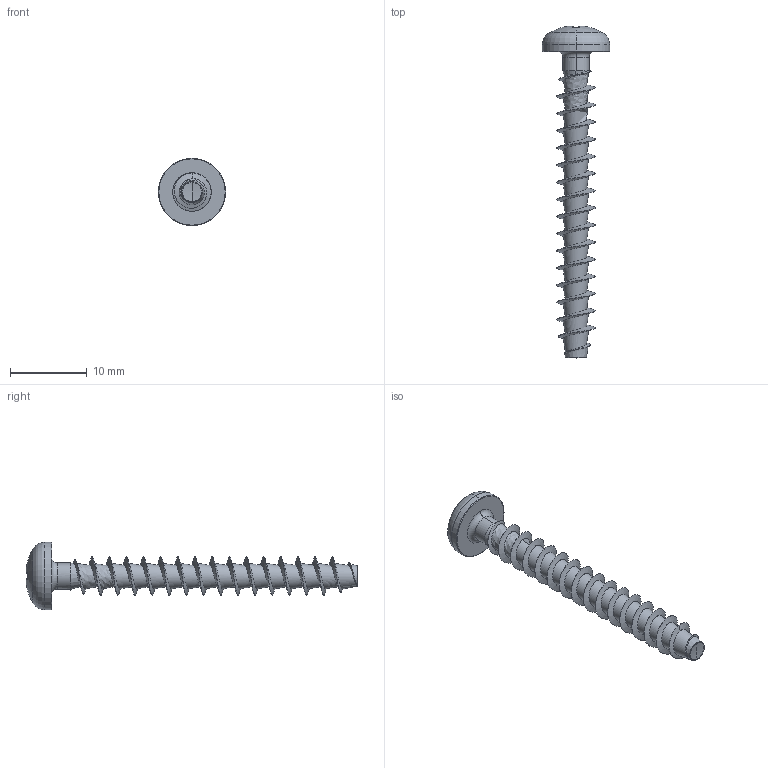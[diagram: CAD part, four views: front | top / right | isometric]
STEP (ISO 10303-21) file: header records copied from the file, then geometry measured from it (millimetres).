
FILE_DESCRIPTION (( 'STEP AP203' ), '1' );
FILE_NAME ('STP32A0500400.STEP', '2017-11-16T19:47:09', ( '' ), ( '' ), 'SwSTEP 2.0', 'SolidWorks 2015', '' );
FILE_SCHEMA (( 'CONFIG_CONTROL_DESIGN' ));
Length unit declared in the file: millimetre
Products named in the file (1): STP32A0500400
Bounding box: 8.8 x 43.35 x 8.8 mm (x, y, z)
Volume: 496.5 mm3; surface area: 906.9 mm2
Topology: 1 solids, 1 shells, 162 faces, 359 edges, 199 vertices
Faces by surface type: bspline 48, torus 28, sphere 28, cylinder 26, plane 22, cone 10
Entity records: 26926 total; most frequent: CARTESIAN_POINT 23581, ORIENTED_EDGE 714, DIRECTION 664, EDGE_CURVE 357, AXIS2_PLACEMENT_3D 302, VERTEX_POINT 199, CIRCLE 187, EDGE_LOOP 164
